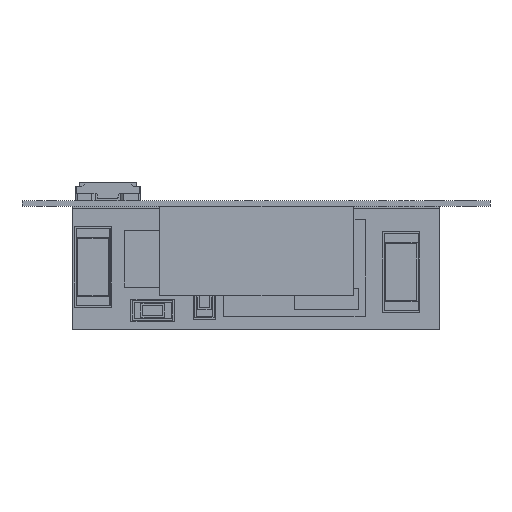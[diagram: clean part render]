
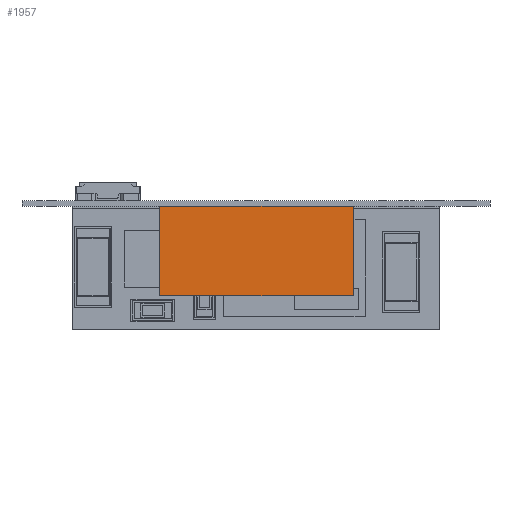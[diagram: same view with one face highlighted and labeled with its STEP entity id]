
A CAD part, left-side view. The second image highlights one B-rep face of the part: STEP entity #1957.
In plain terms, the highlighted planar face has unit normal (-1, 0, 0).
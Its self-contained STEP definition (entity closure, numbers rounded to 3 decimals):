
#1931 = VERTEX_POINT('',#1932);
#1932 = CARTESIAN_POINT('',(-1.385,0.,-1.385));
#1938 = EDGE_CURVE('',#1939,#1931,#1941,.T.);
#1939 = VERTEX_POINT('',#1940);
#1940 = CARTESIAN_POINT('',(-1.385,6.,-1.385));
#1941 = LINE('',#1942,#1943);
#1942 = CARTESIAN_POINT('',(-1.385,6.,-1.385));
#1943 = VECTOR('',#1944,1.);
#1944 = DIRECTION('',(0.,-1.,0.));
#1957 = ADVANCED_FACE('',(#1958),#1983,.F.);
#1958 = FACE_BOUND('',#1959,.T.);
#1959 = EDGE_LOOP('',(#1960,#1968,#1976,#1982));
#1960 = ORIENTED_EDGE('',*,*,#1961,.T.);
#1961 = EDGE_CURVE('',#1931,#1962,#1964,.T.);
#1962 = VERTEX_POINT('',#1963);
#1963 = CARTESIAN_POINT('',(-1.385,0.,1.385));
#1964 = LINE('',#1965,#1966);
#1965 = CARTESIAN_POINT('',(-1.385,0.,-1.385));
#1966 = VECTOR('',#1967,1.);
#1967 = DIRECTION('',(0.,0.,1.));
#1968 = ORIENTED_EDGE('',*,*,#1969,.F.);
#1969 = EDGE_CURVE('',#1970,#1962,#1972,.T.);
#1970 = VERTEX_POINT('',#1971);
#1971 = CARTESIAN_POINT('',(-1.385,6.,1.385));
#1972 = LINE('',#1973,#1974);
#1973 = CARTESIAN_POINT('',(-1.385,6.,1.385));
#1974 = VECTOR('',#1975,1.);
#1975 = DIRECTION('',(0.,-1.,0.));
#1976 = ORIENTED_EDGE('',*,*,#1977,.F.);
#1977 = EDGE_CURVE('',#1939,#1970,#1978,.T.);
#1978 = LINE('',#1979,#1980);
#1979 = CARTESIAN_POINT('',(-1.385,6.,-1.385));
#1980 = VECTOR('',#1981,1.);
#1981 = DIRECTION('',(0.,0.,1.));
#1982 = ORIENTED_EDGE('',*,*,#1938,.T.);
#1983 = PLANE('',#1984);
#1984 = AXIS2_PLACEMENT_3D('',#1985,#1986,#1987);
#1985 = CARTESIAN_POINT('',(-1.385,6.,-1.385));
#1986 = DIRECTION('',(1.,0.,0.));
#1987 = DIRECTION('',(0.,0.,-1.));
